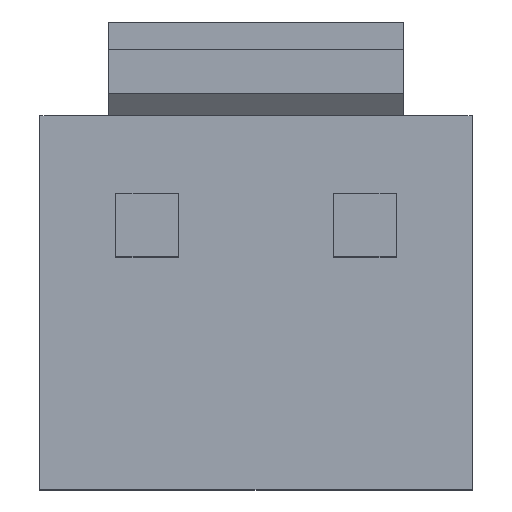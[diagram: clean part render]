
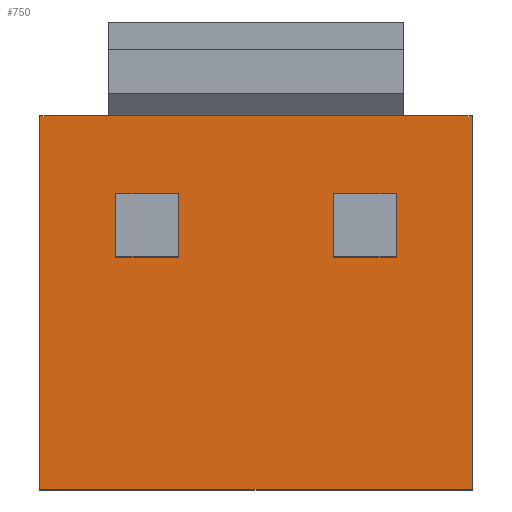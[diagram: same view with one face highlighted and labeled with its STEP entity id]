
A CAD part, top view. The second image highlights one B-rep face of the part: STEP entity #750.
In plain terms, the highlighted planar face has unit normal (0, 0, 1).
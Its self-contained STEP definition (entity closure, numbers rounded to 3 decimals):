
#182=DIRECTION('',(1.,0.,0.));
#183=VECTOR('',#182,1.25);
#184=CARTESIAN_POINT('',(2.68,2.,0.));
#185=LINE('',#184,#183);
#186=DIRECTION('',(1.,0.,0.));
#187=VECTOR('',#186,1.25);
#188=CARTESIAN_POINT('',(-3.93,2.,0.));
#189=LINE('',#188,#187);
#190=DIRECTION('',(0.,-1.,0.));
#191=VECTOR('',#190,1.14);
#192=CARTESIAN_POINT('',(-1.41,0.57,0.));
#193=LINE('',#192,#191);
#194=DIRECTION('',(-1.,0.,0.));
#195=VECTOR('',#194,1.14);
#196=CARTESIAN_POINT('',(-1.41,0.57,0.));
#197=LINE('',#196,#195);
#198=DIRECTION('',(0.,-1.,0.));
#199=VECTOR('',#198,1.14);
#200=CARTESIAN_POINT('',(-2.55,0.57,0.));
#201=LINE('',#200,#199);
#202=DIRECTION('',(-1.,0.,0.));
#203=VECTOR('',#202,1.14);
#204=CARTESIAN_POINT('',(-1.41,-0.57,0.));
#205=LINE('',#204,#203);
#206=DIRECTION('',(0.,-1.,0.));
#207=VECTOR('',#206,1.14);
#208=CARTESIAN_POINT('',(2.55,0.57,0.));
#209=LINE('',#208,#207);
#210=DIRECTION('',(-1.,0.,0.));
#211=VECTOR('',#210,1.14);
#212=CARTESIAN_POINT('',(2.55,0.57,0.));
#213=LINE('',#212,#211);
#214=DIRECTION('',(0.,-1.,0.));
#215=VECTOR('',#214,1.14);
#216=CARTESIAN_POINT('',(1.41,0.57,0.));
#217=LINE('',#216,#215);
#218=DIRECTION('',(-1.,0.,0.));
#219=VECTOR('',#218,1.14);
#220=CARTESIAN_POINT('',(2.55,-0.57,0.));
#221=LINE('',#220,#219);
#222=DIRECTION('',(1.,0.,0.));
#223=VECTOR('',#222,5.36);
#224=CARTESIAN_POINT('',(-2.68,2.,0.));
#225=LINE('',#224,#223);
#342=DIRECTION('',(0.,-1.,0.));
#343=VECTOR('',#342,6.8);
#344=CARTESIAN_POINT('',(-3.93,2.,0.));
#345=LINE('',#344,#343);
#362=DIRECTION('',(1.,0.,0.));
#363=VECTOR('',#362,7.86);
#364=CARTESIAN_POINT('',(-3.93,-4.8,0.));
#365=LINE('',#364,#363);
#386=DIRECTION('',(0.,-1.,0.));
#387=VECTOR('',#386,6.8);
#388=CARTESIAN_POINT('',(3.93,2.,0.));
#389=LINE('',#388,#387);
#559=CARTESIAN_POINT('',(-3.93,2.,0.));
#561=VERTEX_POINT('',#559);
#562=CARTESIAN_POINT('',(-3.93,-4.8,0.));
#563=VERTEX_POINT('',#562);
#571=CARTESIAN_POINT('',(3.93,2.,0.));
#573=VERTEX_POINT('',#571);
#574=CARTESIAN_POINT('',(3.93,-4.8,0.));
#575=VERTEX_POINT('',#574);
#583=CARTESIAN_POINT('',(-2.68,2.,0.));
#585=VERTEX_POINT('',#583);
#587=CARTESIAN_POINT('',(2.68,2.,0.));
#589=VERTEX_POINT('',#587);
#590=CARTESIAN_POINT('',(-1.41,0.57,0.));
#591=CARTESIAN_POINT('',(-1.41,-0.57,0.));
#592=VERTEX_POINT('',#590);
#593=VERTEX_POINT('',#591);
#594=CARTESIAN_POINT('',(-2.55,0.57,0.));
#595=CARTESIAN_POINT('',(-2.55,-0.57,0.));
#596=VERTEX_POINT('',#594);
#597=VERTEX_POINT('',#595);
#606=CARTESIAN_POINT('',(2.55,0.57,0.));
#607=CARTESIAN_POINT('',(2.55,-0.57,0.));
#608=VERTEX_POINT('',#606);
#609=VERTEX_POINT('',#607);
#610=CARTESIAN_POINT('',(1.41,0.57,0.));
#611=CARTESIAN_POINT('',(1.41,-0.57,0.));
#612=VERTEX_POINT('',#610);
#613=VERTEX_POINT('',#611);
#713=CARTESIAN_POINT('',(-3.93,2.,0.));
#714=DIRECTION('',(0.,0.,1.));
#715=DIRECTION('',(0.,-1.,0.));
#716=AXIS2_PLACEMENT_3D('',#713,#714,#715);
#717=PLANE('',#716);
#719=ORIENTED_EDGE('',*,*,#718,.T.);
#720=ORIENTED_EDGE('',*,*,#708,.T.);
#722=ORIENTED_EDGE('',*,*,#721,.T.);
#724=ORIENTED_EDGE('',*,*,#723,.F.);
#726=ORIENTED_EDGE('',*,*,#725,.F.);
#727=ORIENTED_EDGE('',*,*,#688,.T.);
#728=EDGE_LOOP('',(#719,#720,#722,#724,#726,#727));
#729=FACE_OUTER_BOUND('',#728,.F.);
#731=ORIENTED_EDGE('',*,*,#730,.F.);
#733=ORIENTED_EDGE('',*,*,#732,.T.);
#735=ORIENTED_EDGE('',*,*,#734,.T.);
#737=ORIENTED_EDGE('',*,*,#736,.F.);
#738=EDGE_LOOP('',(#731,#733,#735,#737));
#739=FACE_BOUND('',#738,.F.);
#741=ORIENTED_EDGE('',*,*,#740,.F.);
#743=ORIENTED_EDGE('',*,*,#742,.T.);
#745=ORIENTED_EDGE('',*,*,#744,.T.);
#747=ORIENTED_EDGE('',*,*,#746,.F.);
#748=EDGE_LOOP('',(#741,#743,#745,#747));
#749=FACE_BOUND('',#748,.F.);
#688=EDGE_CURVE('',#561,#585,#189,.T.);
#708=EDGE_CURVE('',#589,#573,#185,.T.);
#718=EDGE_CURVE('',#585,#589,#225,.T.);
#721=EDGE_CURVE('',#573,#575,#389,.T.);
#723=EDGE_CURVE('',#563,#575,#365,.T.);
#725=EDGE_CURVE('',#561,#563,#345,.T.);
#730=EDGE_CURVE('',#592,#593,#193,.T.);
#732=EDGE_CURVE('',#592,#596,#197,.T.);
#734=EDGE_CURVE('',#596,#597,#201,.T.);
#736=EDGE_CURVE('',#593,#597,#205,.T.);
#740=EDGE_CURVE('',#608,#609,#209,.T.);
#742=EDGE_CURVE('',#608,#612,#213,.T.);
#744=EDGE_CURVE('',#612,#613,#217,.T.);
#746=EDGE_CURVE('',#609,#613,#221,.T.);
#750=ADVANCED_FACE('',(#729,#739,#749),#717,.T.);
